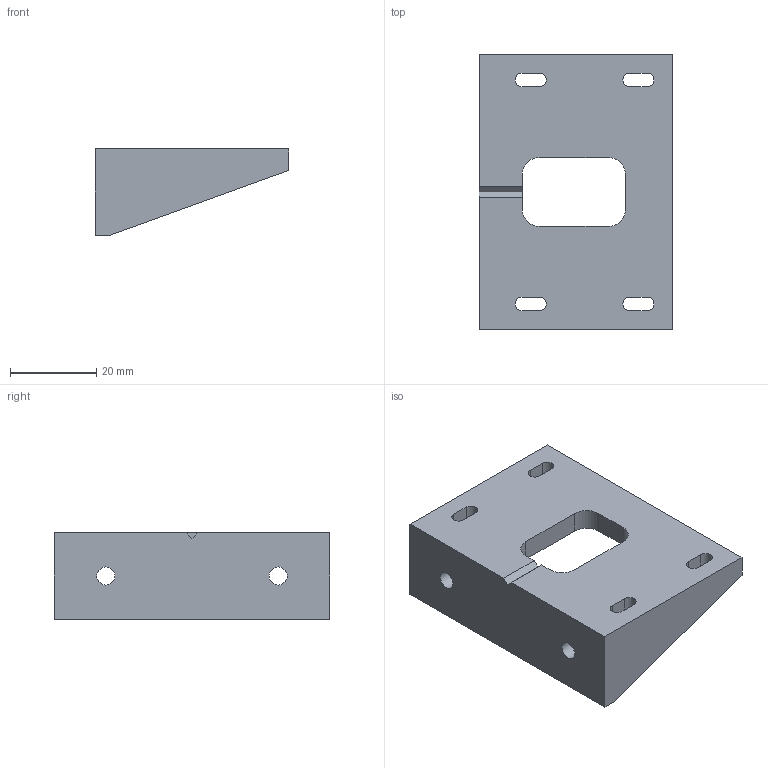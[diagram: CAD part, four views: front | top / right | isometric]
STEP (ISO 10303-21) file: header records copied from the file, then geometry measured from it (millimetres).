
FILE_DESCRIPTION(('FreeCAD Model'),'2;1');
FILE_NAME('linearguide-holder-x1.step', '2021-04-25T18:49:46',('Author'),(''), 'Open CASCADE STEP processor 7.3','FreeCAD','Unknown');
FILE_SCHEMA(('AUTOMOTIVE_DESIGN { 1 0 10303 214 1 1 1 1 }'));
Length unit declared in the file: millimetre
Products named in the file (1): gholder
Bounding box: 45 x 64 x 20 mm (x, y, z)
Volume: 17246.9 mm3; surface area: 9909.4 mm2
Topology: 1 solids, 1 shells, 40 faces, 117 edges, 78 vertices
Faces by surface type: plane 26, cylinder 14
Full cylindrical faces by diameter (mm): 4.2 x2
Entity records: 2897 total; most frequent: CARTESIAN_POINT 584, DIRECTION 411, LINE 245, VECTOR 245, ORIENTED_EDGE 234, PCURVE 234, DEFINITIONAL_REPRESENTATION 234, EDGE_CURVE 117
